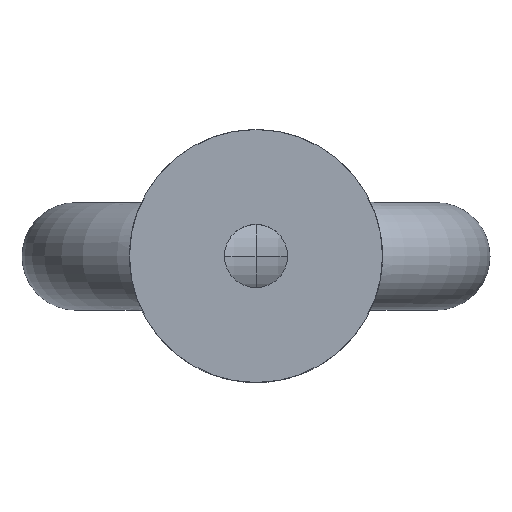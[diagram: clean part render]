
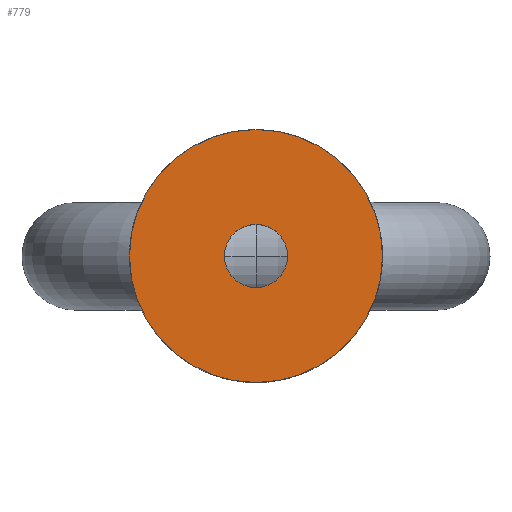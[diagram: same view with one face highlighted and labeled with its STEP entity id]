
A CAD part, top view. The second image highlights one B-rep face of the part: STEP entity #779.
In plain terms, the highlighted planar face has unit normal (0, 0, 1).
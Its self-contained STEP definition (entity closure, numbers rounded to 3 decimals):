
#54 = DIRECTION ( 'NONE',  ( 1., 0., 0. ) ) ;
#64 = PLANE ( 'NONE',  #465 ) ;
#73 = EDGE_CURVE ( 'NONE', #317, #267, #688, .T. ) ;
#109 = AXIS2_PLACEMENT_3D ( 'NONE', #708, #530, #654 ) ;
#138 = VERTEX_POINT ( 'NONE', #614 ) ;
#170 = DIRECTION ( 'NONE',  ( 1., 0., 0. ) ) ;
#214 = CIRCLE ( 'NONE', #517, 10. ) ;
#223 = ORIENTED_EDGE ( 'NONE', *, *, #598, .T. ) ;
#232 = ORIENTED_EDGE ( 'NONE', *, *, #692, .F. ) ;
#243 = EDGE_LOOP ( 'NONE', ( #658, #223 ) ) ;
#248 = AXIS2_PLACEMENT_3D ( 'NONE', #824, #763, #54 ) ;
#267 = VERTEX_POINT ( 'NONE', #508 ) ;
#286 = CARTESIAN_POINT ( 'NONE',  ( 0., 0., 18. ) ) ;
#317 = VERTEX_POINT ( 'NONE', #463 ) ;
#328 = FACE_OUTER_BOUND ( 'NONE', #243, .T. ) ;
#332 = DIRECTION ( 'NONE',  ( 0., 0., 1. ) ) ;
#334 = AXIS2_PLACEMENT_3D ( 'NONE', #286, #804, #170 ) ;
#339 = ORIENTED_EDGE ( 'NONE', *, *, #73, .F. ) ;
#347 = FACE_BOUND ( 'NONE', #485, .T. ) ;
#426 = DIRECTION ( 'NONE',  ( 0., 0., 1. ) ) ;
#450 = CARTESIAN_POINT ( 'NONE',  ( -10., 0., 18. ) ) ;
#463 = CARTESIAN_POINT ( 'NONE',  ( -2.5, 0., 18. ) ) ;
#465 = AXIS2_PLACEMENT_3D ( 'NONE', #590, #332, #595 ) ;
#484 = CIRCLE ( 'NONE', #109, 10. ) ;
#485 = EDGE_LOOP ( 'NONE', ( #339, #232 ) ) ;
#508 = CARTESIAN_POINT ( 'NONE',  ( 2.5, 0., 18. ) ) ;
#517 = AXIS2_PLACEMENT_3D ( 'NONE', #808, #426, #551 ) ;
#530 = DIRECTION ( 'NONE',  ( 0., 0., 1. ) ) ;
#551 = DIRECTION ( 'NONE',  ( 1., 0., 0. ) ) ;
#565 = CIRCLE ( 'NONE', #248, 2.5 ) ;
#590 = CARTESIAN_POINT ( 'NONE',  ( 0., 0., 18. ) ) ;
#595 = DIRECTION ( 'NONE',  ( 1., 0., 0. ) ) ;
#598 = EDGE_CURVE ( 'NONE', #677, #138, #214, .T. ) ;
#614 = CARTESIAN_POINT ( 'NONE',  ( 10., 0., 18. ) ) ;
#654 = DIRECTION ( 'NONE',  ( 1., 0., 0. ) ) ;
#658 = ORIENTED_EDGE ( 'NONE', *, *, #747, .T. ) ;
#677 = VERTEX_POINT ( 'NONE', #450 ) ;
#688 = CIRCLE ( 'NONE', #334, 2.5 ) ;
#692 = EDGE_CURVE ( 'NONE', #267, #317, #565, .T. ) ;
#708 = CARTESIAN_POINT ( 'NONE',  ( 0., 0., 18. ) ) ;
#747 = EDGE_CURVE ( 'NONE', #138, #677, #484, .T. ) ;
#763 = DIRECTION ( 'NONE',  ( 0., 0., 1. ) ) ;
#779 = ADVANCED_FACE ( 'NONE', ( #328, #347 ), #64, .T. ) ;
#804 = DIRECTION ( 'NONE',  ( 0., 0., 1. ) ) ;
#808 = CARTESIAN_POINT ( 'NONE',  ( 0., 0., 18. ) ) ;
#824 = CARTESIAN_POINT ( 'NONE',  ( 0., 0., 18. ) ) ;
